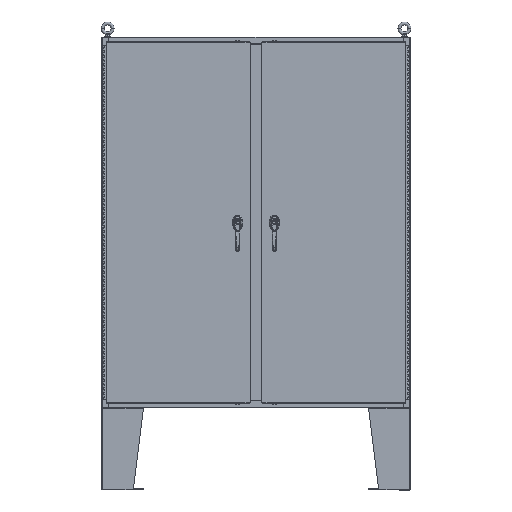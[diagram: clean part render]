
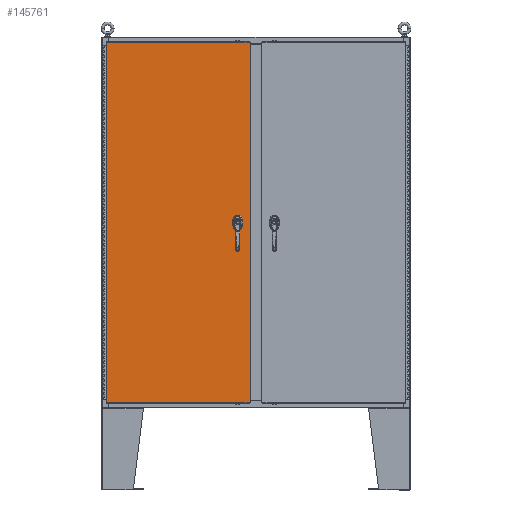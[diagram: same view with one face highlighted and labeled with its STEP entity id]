
A CAD part, top view. The second image highlights one B-rep face of the part: STEP entity #145761.
In plain terms, the highlighted planar face has unit normal (0, 0, 1).
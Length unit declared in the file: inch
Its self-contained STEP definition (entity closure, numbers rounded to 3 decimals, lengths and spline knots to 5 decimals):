
#248 = VERTEX_POINT ( 'NONE', #45338 ) ;
#2554 = VERTEX_POINT ( 'NONE', #107052 ) ;
#3658 = CARTESIAN_POINT ( 'NONE',  ( 13.9178, 35.0182, 0. ) ) ;
#3664 = FACE_BOUND ( 'NONE', #137503, .T. ) ;
#4570 = VECTOR ( 'NONE', #30897, 39.37008 ) ;
#8262 = VERTEX_POINT ( 'NONE', #69907 ) ;
#8333 = ORIENTED_EDGE ( 'NONE', *, *, #20524, .F. ) ;
#8460 = ORIENTED_EDGE ( 'NONE', *, *, #142039, .T. ) ;
#9928 = CIRCLE ( 'NONE', #14891, 0.45 ) ;
#11017 = VERTEX_POINT ( 'NONE', #64234 ) ;
#14380 = DIRECTION ( 'NONE',  ( 0., 0., 1. ) ) ;
#14497 = CIRCLE ( 'NONE', #55028, 0.1715 ) ;
#14891 = AXIS2_PLACEMENT_3D ( 'NONE', #88207, #14380, #100614 ) ;
#15862 = AXIS2_PLACEMENT_3D ( 'NONE', #103974, #30132, #116379 ) ;
#16010 = DIRECTION ( 'NONE',  ( -1., 0., 0. ) ) ;
#16092 = VECTOR ( 'NONE', #16010, 39.37008 ) ;
#16439 = CARTESIAN_POINT ( 'NONE',  ( 11.334, -1.338, 0. ) ) ;
#17671 = DIRECTION ( 'NONE',  ( 0., 0., 1. ) ) ;
#18805 = CARTESIAN_POINT ( 'NONE',  ( 11.5055, 0., 0. ) ) ;
#20524 = EDGE_CURVE ( 'NONE', #112357, #130303, #159213, .T. ) ;
#22203 = CARTESIAN_POINT ( 'NONE',  ( 0., 0.403, 0. ) ) ;
#23920 = VECTOR ( 'NONE', #118892, 39.37008 ) ;
#27151 = VERTEX_POINT ( 'NONE', #36808 ) ;
#27944 = VECTOR ( 'NONE', #46482, 39.37008 ) ;
#29821 = ORIENTED_EDGE ( 'NONE', *, *, #159119, .F. ) ;
#30132 = DIRECTION ( 'NONE',  ( 0., 0., 1. ) ) ;
#30897 = DIRECTION ( 'NONE',  ( 1., 0., 0. ) ) ;
#31164 = DIRECTION ( 'NONE',  ( 1., 0., 0. ) ) ;
#31517 = ORIENTED_EDGE ( 'NONE', *, *, #127380, .T. ) ;
#32659 = CARTESIAN_POINT ( 'NONE',  ( 11.1025, 0., 0. ) ) ;
#34388 = CARTESIAN_POINT ( 'NONE',  ( 11.30527, 0.403, 0. ) ) ;
#36406 = FACE_BOUND ( 'NONE', #42906, .T. ) ;
#36808 = CARTESIAN_POINT ( 'NONE',  ( 11.1025, -0.20023, 0. ) ) ;
#37021 = VERTEX_POINT ( 'NONE', #118483 ) ;
#39251 = ORIENTED_EDGE ( 'NONE', *, *, #89227, .F. ) ;
#40200 = EDGE_CURVE ( 'NONE', #11017, #97651, #84012, .T. ) ;
#40729 = EDGE_LOOP ( 'NONE', ( #81621, #132505, #8460, #136095 ) ) ;
#41767 = ORIENTED_EDGE ( 'NONE', *, *, #42112, .F. ) ;
#42112 = EDGE_CURVE ( 'NONE', #149602, #8262, #70155, .T. ) ;
#42906 = EDGE_LOOP ( 'NONE', ( #39251, #53987 ) ) ;
#44617 = CARTESIAN_POINT ( 'NONE',  ( 11.5055, 0., 0. ) ) ;
#45338 = CARTESIAN_POINT ( 'NONE',  ( -13.9178, -35.0182, 0. ) ) ;
#45345 = VECTOR ( 'NONE', #127907, 39.37008 ) ;
#46482 = DIRECTION ( 'NONE',  ( -1., 0., 0. ) ) ;
#46618 = VERTEX_POINT ( 'NONE', #157731 ) ;
#48917 = VECTOR ( 'NONE', #56549, 39.37008 ) ;
#49788 = ORIENTED_EDGE ( 'NONE', *, *, #110610, .F. ) ;
#50629 = DIRECTION ( 'NONE',  ( 0., 0., -1. ) ) ;
#51119 = EDGE_CURVE ( 'NONE', #59007, #37021, #14497, .T. ) ;
#53384 = CARTESIAN_POINT ( 'NONE',  ( 11.30527, -0.403, 0. ) ) ;
#53987 = ORIENTED_EDGE ( 'NONE', *, *, #51119, .F. ) ;
#54954 = AXIS2_PLACEMENT_3D ( 'NONE', #44617, #130808, #57033 ) ;
#55028 = AXIS2_PLACEMENT_3D ( 'NONE', #59742, #145966, #72122 ) ;
#56549 = DIRECTION ( 'NONE',  ( 0., -1., 0. ) ) ;
#57033 = DIRECTION ( 'NONE',  ( 1., 0., 0. ) ) ;
#58746 = DIRECTION ( 'NONE',  ( 0., 1., 0. ) ) ;
#59007 = VERTEX_POINT ( 'NONE', #16439 ) ;
#59231 = AXIS2_PLACEMENT_3D ( 'NONE', #99663, #50629, #136850 ) ;
#59742 = CARTESIAN_POINT ( 'NONE',  ( 11.5055, -1.338, 0. ) ) ;
#61242 = AXIS2_PLACEMENT_3D ( 'NONE', #91513, #17671, #103885 ) ;
#61806 = CARTESIAN_POINT ( 'NONE',  ( 11.70573, 0.403, 0. ) ) ;
#64234 = CARTESIAN_POINT ( 'NONE',  ( 13.9178, -35.0182, 0. ) ) ;
#67526 = VECTOR ( 'NONE', #116498, 39.37008 ) ;
#69907 = CARTESIAN_POINT ( 'NONE',  ( 11.70573, -0.403, 0. ) ) ;
#70155 = LINE ( 'NONE', #92364, #4570 ) ;
#70924 = EDGE_CURVE ( 'NONE', #8262, #103733, #9928, .T. ) ;
#71518 = CARTESIAN_POINT ( 'NONE',  ( 11.9085, 0.20023, 0. ) ) ;
#72122 = DIRECTION ( 'NONE',  ( 1., 0., 0. ) ) ;
#75253 = LINE ( 'NONE', #91702, #67526 ) ;
#77890 = ORIENTED_EDGE ( 'NONE', *, *, #70924, .F. ) ;
#79531 = CIRCLE ( 'NONE', #90198, 0.45 ) ;
#80344 = CIRCLE ( 'NONE', #54954, 0.45 ) ;
#81054 = EDGE_CURVE ( 'NONE', #46618, #248, #143415, .T. ) ;
#81621 = ORIENTED_EDGE ( 'NONE', *, *, #133241, .T. ) ;
#84012 = LINE ( 'NONE', #132523, #87919 ) ;
#85535 = LINE ( 'NONE', #3658, #16092 ) ;
#87919 = VECTOR ( 'NONE', #58746, 39.37008 ) ;
#88207 = CARTESIAN_POINT ( 'NONE',  ( 11.5055, 0., 0. ) ) ;
#89227 = EDGE_CURVE ( 'NONE', #37021, #59007, #140095, .T. ) ;
#89653 = LINE ( 'NONE', #22203, #27944 ) ;
#90198 = AXIS2_PLACEMENT_3D ( 'NONE', #18805, #105003, #31164 ) ;
#91513 = CARTESIAN_POINT ( 'NONE',  ( 11.5055, 0., 0. ) ) ;
#91702 = CARTESIAN_POINT ( 'NONE',  ( -13.9178, -35.0182, 0. ) ) ;
#92364 = CARTESIAN_POINT ( 'NONE',  ( 0., -0.403, 0. ) ) ;
#97651 = VERTEX_POINT ( 'NONE', #110867 ) ;
#98128 = FACE_OUTER_BOUND ( 'NONE', #40729, .T. ) ;
#99663 = CARTESIAN_POINT ( 'NONE',  ( 0., 0., 0. ) ) ;
#100614 = DIRECTION ( 'NONE',  ( 1., 0., 0. ) ) ;
#103733 = VERTEX_POINT ( 'NONE', #158020 ) ;
#103885 = DIRECTION ( 'NONE',  ( 1., 0., 0. ) ) ;
#103974 = CARTESIAN_POINT ( 'NONE',  ( 11.5055, -1.338, 0. ) ) ;
#105003 = DIRECTION ( 'NONE',  ( 0., 0., 1. ) ) ;
#107052 = CARTESIAN_POINT ( 'NONE',  ( 11.1025, 0.20023, 0. ) ) ;
#110610 = EDGE_CURVE ( 'NONE', #130303, #123367, #89653, .T. ) ;
#110867 = CARTESIAN_POINT ( 'NONE',  ( 13.9178, 35.0182, 0. ) ) ;
#111532 = EDGE_CURVE ( 'NONE', #2554, #27151, #151205, .T. ) ;
#112357 = VERTEX_POINT ( 'NONE', #71518 ) ;
#115515 = CARTESIAN_POINT ( 'NONE',  ( 11.9085, 0., 0. ) ) ;
#116065 = ORIENTED_EDGE ( 'NONE', *, *, #119787, .F. ) ;
#116379 = DIRECTION ( 'NONE',  ( 1., 0., 0. ) ) ;
#116498 = DIRECTION ( 'NONE',  ( 1., 0., 0. ) ) ;
#118483 = CARTESIAN_POINT ( 'NONE',  ( 11.677, -1.338, 0. ) ) ;
#118892 = DIRECTION ( 'NONE',  ( 0., -1., 0. ) ) ;
#119787 = EDGE_CURVE ( 'NONE', #27151, #149602, #80344, .T. ) ;
#123367 = VERTEX_POINT ( 'NONE', #34388 ) ;
#124407 = PLANE ( 'NONE',  #59231 ) ;
#127380 = EDGE_CURVE ( 'NONE', #112357, #103733, #139894, .T. ) ;
#127907 = DIRECTION ( 'NONE',  ( 0., -1., 0. ) ) ;
#130303 = VERTEX_POINT ( 'NONE', #61806 ) ;
#130808 = DIRECTION ( 'NONE',  ( 0., 0., 1. ) ) ;
#132505 = ORIENTED_EDGE ( 'NONE', *, *, #40200, .T. ) ;
#132523 = CARTESIAN_POINT ( 'NONE',  ( 13.9178, -35.0182, 0. ) ) ;
#132648 = ORIENTED_EDGE ( 'NONE', *, *, #111532, .F. ) ;
#133241 = EDGE_CURVE ( 'NONE', #248, #11017, #75253, .T. ) ;
#136095 = ORIENTED_EDGE ( 'NONE', *, *, #81054, .T. ) ;
#136850 = DIRECTION ( 'NONE',  ( -1., 0., 0. ) ) ;
#137503 = EDGE_LOOP ( 'NONE', ( #31517, #77890, #41767, #116065, #132648, #29821, #49788, #8333 ) ) ;
#139894 = LINE ( 'NONE', #115515, #45345 ) ;
#140095 = CIRCLE ( 'NONE', #15862, 0.1715 ) ;
#142039 = EDGE_CURVE ( 'NONE', #97651, #46618, #85535, .T. ) ;
#143415 = LINE ( 'NONE', #154557, #48917 ) ;
#145761 = ADVANCED_FACE ( 'NONE', ( #36406, #98128, #3664 ), #124407, .F. ) ;
#145966 = DIRECTION ( 'NONE',  ( 0., 0., 1. ) ) ;
#149602 = VERTEX_POINT ( 'NONE', #53384 ) ;
#151205 = LINE ( 'NONE', #32659, #23920 ) ;
#154557 = CARTESIAN_POINT ( 'NONE',  ( -13.9178, 35.0182, 0. ) ) ;
#157731 = CARTESIAN_POINT ( 'NONE',  ( -13.9178, 35.0182, 0. ) ) ;
#158020 = CARTESIAN_POINT ( 'NONE',  ( 11.9085, -0.20023, 0. ) ) ;
#159119 = EDGE_CURVE ( 'NONE', #123367, #2554, #79531, .T. ) ;
#159213 = CIRCLE ( 'NONE', #61242, 0.45 ) ;
